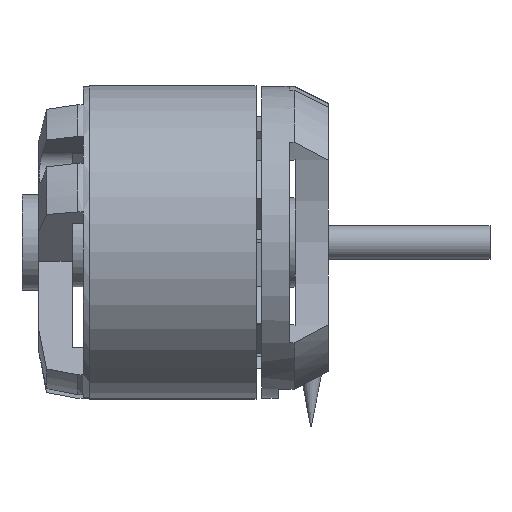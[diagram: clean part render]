
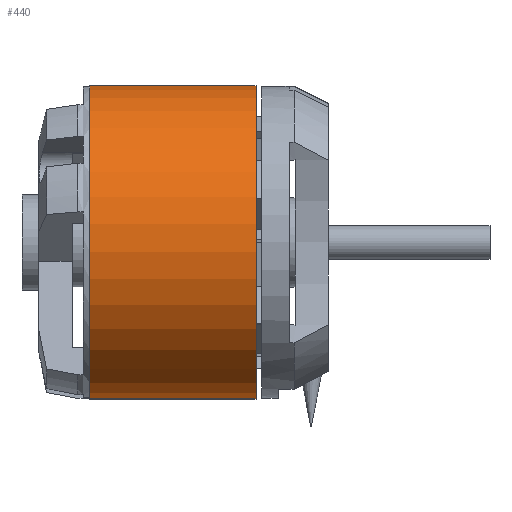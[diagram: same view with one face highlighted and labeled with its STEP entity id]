
A CAD part, left-side view. The second image highlights one B-rep face of the part: STEP entity #440.
In plain terms, the highlighted cylindrical face has radius 14.1 mm (diameter 28.2 mm), a partial arc.
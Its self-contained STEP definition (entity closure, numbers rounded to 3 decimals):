
#2 = DIRECTION ( 'NONE',  ( 0., 0., -1. ) ) ;
#10 = DIRECTION ( 'NONE',  ( 0., -1., 0. ) ) ;
#15 = CARTESIAN_POINT ( 'NONE',  ( 0., -21., 0. ) ) ;
#347 = DIRECTION ( 'NONE',  ( 0., -1., 0. ) ) ;
#348 = CARTESIAN_POINT ( 'NONE',  ( 0., -21., -14.1 ) ) ;
#349 = CARTESIAN_POINT ( 'NONE',  ( 0., -21., 14.1 ) ) ;
#353 = DIRECTION ( 'NONE',  ( 0., -1., 0. ) ) ;
#358 = CARTESIAN_POINT ( 'NONE',  ( 0., 14.939, 0. ) ) ;
#359 = DIRECTION ( 'NONE',  ( 0., -1., 0. ) ) ;
#360 = DIRECTION ( 'NONE',  ( 0., 0., -1. ) ) ;
#362 = CARTESIAN_POINT ( 'NONE',  ( 0., 0., 0. ) ) ;
#363 = DIRECTION ( 'NONE',  ( 0., -1., 0. ) ) ;
#364 = DIRECTION ( 'NONE',  ( 0., 0., -1. ) ) ;
#383 = EDGE_CURVE ( 'NONE', #755, #754, #2598, .T. ) ;
#384 = EDGE_CURVE ( 'NONE', #732, #727, #2599, .T. ) ;
#386 = EDGE_CURVE ( 'NONE', #732, #755, #2603, .T. ) ;
#387 = EDGE_CURVE ( 'NONE', #727, #754, #2606, .T. ) ;
#440 = ADVANCED_FACE ( 'NONE', ( #2681 ), #2690, .T. ) ;
#621 = ORIENTED_EDGE ( 'NONE', *, *, #383, .T. ) ;
#622 = ORIENTED_EDGE ( 'NONE', *, *, #386, .T. ) ;
#623 = ORIENTED_EDGE ( 'NONE', *, *, #387, .F. ) ;
#727 = VERTEX_POINT ( 'NONE', #3753 ) ;
#732 = VERTEX_POINT ( 'NONE', #3758 ) ;
#754 = VERTEX_POINT ( 'NONE', #3780 ) ;
#755 = VERTEX_POINT ( 'NONE', #3781 ) ;
#977 = ORIENTED_EDGE ( 'NONE', *, *, #384, .F. ) ;
#982 = EDGE_LOOP ( 'NONE', ( #622, #621, #623, #977 ) ) ;
#2266 = AXIS2_PLACEMENT_3D ( 'NONE', #358, #359, #360 ) ;
#2267 = AXIS2_PLACEMENT_3D ( 'NONE', #362, #363, #364 ) ;
#2598 = LINE ( 'NONE', #349, #2602 ) ;
#2599 = LINE ( 'NONE', #348, #2604 ) ;
#2602 = VECTOR ( 'NONE', #347, 1000. ) ;
#2603 = CIRCLE ( 'NONE', #2266, 14.1 ) ;
#2604 = VECTOR ( 'NONE', #353, 1000. ) ;
#2606 = CIRCLE ( 'NONE', #2267, 14.1 ) ;
#2681 = FACE_OUTER_BOUND ( 'NONE', #982, .T. ) ;
#2690 = CYLINDRICAL_SURFACE ( 'NONE', #2833, 14.1 ) ;
#2833 = AXIS2_PLACEMENT_3D ( 'NONE', #15, #10, #2 ) ;
#3753 = CARTESIAN_POINT ( 'NONE',  ( 0., 0., -14.1 ) ) ;
#3758 = CARTESIAN_POINT ( 'NONE',  ( 0., 14.939, -14.1 ) ) ;
#3780 = CARTESIAN_POINT ( 'NONE',  ( 0., 0., 14.1 ) ) ;
#3781 = CARTESIAN_POINT ( 'NONE',  ( 0., 14.939, 14.1 ) ) ;
